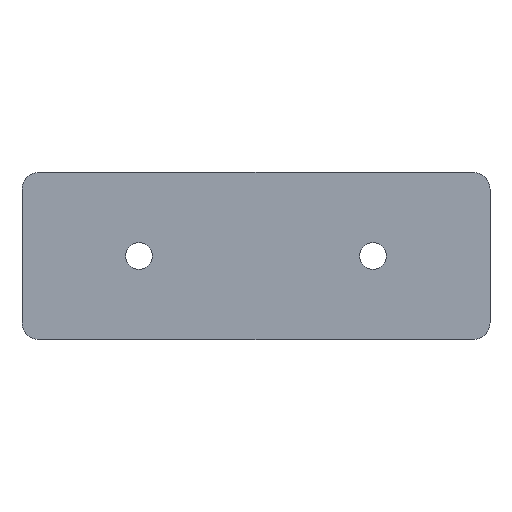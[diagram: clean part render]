
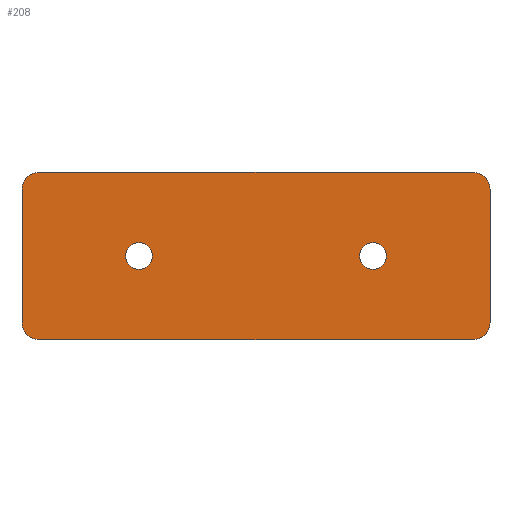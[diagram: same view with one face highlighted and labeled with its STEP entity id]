
A CAD part, top view. The second image highlights one B-rep face of the part: STEP entity #208.
In plain terms, the highlighted planar face has unit normal (0, 0, 1).
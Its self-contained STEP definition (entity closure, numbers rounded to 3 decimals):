
#6 = LINE ( 'NONE', #347, #156 ) ;
#12 = FACE_BOUND ( 'NONE', #514, .T. ) ;
#14 = AXIS2_PLACEMENT_3D ( 'NONE', #187, #419, #179 ) ;
#30 = EDGE_CURVE ( 'NONE', #403, #251, #450, .T. ) ;
#31 = CIRCLE ( 'NONE', #216, 0.8 ) ;
#45 = EDGE_CURVE ( 'NONE', #350, #164, #405, .T. ) ;
#47 = DIRECTION ( 'NONE',  ( -1., 0., 0. ) ) ;
#49 = VERTEX_POINT ( 'NONE', #134 ) ;
#50 = EDGE_CURVE ( 'NONE', #505, #49, #31, .T. ) ;
#53 = DIRECTION ( 'NONE',  ( 0., 0., 1. ) ) ;
#62 = FACE_BOUND ( 'NONE', #84, .T. ) ;
#63 = AXIS2_PLACEMENT_3D ( 'NONE', #266, #64, #476 ) ;
#64 = DIRECTION ( 'NONE',  ( 0., 0., 1. ) ) ;
#66 = CARTESIAN_POINT ( 'NONE',  ( -14., -4., 1. ) ) ;
#72 = VERTEX_POINT ( 'NONE', #203 ) ;
#78 = DIRECTION ( 'NONE',  ( 0., 0., 1. ) ) ;
#84 = EDGE_LOOP ( 'NONE', ( #129, #321 ) ) ;
#109 = EDGE_CURVE ( 'NONE', #72, #378, #456, .T. ) ;
#114 = EDGE_CURVE ( 'NONE', #378, #72, #201, .T. ) ;
#120 = LINE ( 'NONE', #430, #502 ) ;
#123 = ORIENTED_EDGE ( 'NONE', *, *, #45, .T. ) ;
#124 = DIRECTION ( 'NONE',  ( 0., -1., 0. ) ) ;
#129 = ORIENTED_EDGE ( 'NONE', *, *, #109, .F. ) ;
#130 = DIRECTION ( 'NONE',  ( 0., 0., 1. ) ) ;
#134 = CARTESIAN_POINT ( 'NONE',  ( 7.8, 0., 1. ) ) ;
#142 = EDGE_CURVE ( 'NONE', #453, #480, #218, .T. ) ;
#149 = ORIENTED_EDGE ( 'NONE', *, *, #369, .T. ) ;
#154 = CARTESIAN_POINT ( 'NONE',  ( 0., 0., 1. ) ) ;
#156 = VECTOR ( 'NONE', #276, 1000. ) ;
#157 = DIRECTION ( 'NONE',  ( 1., 0., 0. ) ) ;
#161 = CIRCLE ( 'NONE', #383, 1. ) ;
#163 = VERTEX_POINT ( 'NONE', #484 ) ;
#164 = VERTEX_POINT ( 'NONE', #275 ) ;
#170 = DIRECTION ( 'NONE',  ( -1., 0., 0. ) ) ;
#179 = DIRECTION ( 'NONE',  ( -1., 0., 0. ) ) ;
#187 = CARTESIAN_POINT ( 'NONE',  ( 7., 0., 1. ) ) ;
#188 = ORIENTED_EDGE ( 'NONE', *, *, #142, .T. ) ;
#190 = DIRECTION ( 'NONE',  ( 1., 0., 0. ) ) ;
#201 = CIRCLE ( 'NONE', #213, 0.8 ) ;
#203 = CARTESIAN_POINT ( 'NONE',  ( -6.2, 0., 1. ) ) ;
#207 = VERTEX_POINT ( 'NONE', #391 ) ;
#208 = ADVANCED_FACE ( 'NONE', ( #62, #12, #258 ), #345, .F. ) ;
#209 = VECTOR ( 'NONE', #124, 1000. ) ;
#210 = CIRCLE ( 'NONE', #63, 1. ) ;
#213 = AXIS2_PLACEMENT_3D ( 'NONE', #268, #423, #231 ) ;
#216 = AXIS2_PLACEMENT_3D ( 'NONE', #495, #53, #170 ) ;
#218 = CIRCLE ( 'NONE', #220, 1. ) ;
#220 = AXIS2_PLACEMENT_3D ( 'NONE', #433, #316, #385 ) ;
#225 = ORIENTED_EDGE ( 'NONE', *, *, #499, .T. ) ;
#231 = DIRECTION ( 'NONE',  ( 1., 0., 0. ) ) ;
#245 = CARTESIAN_POINT ( 'NONE',  ( 14., -5., 1. ) ) ;
#251 = VERTEX_POINT ( 'NONE', #340 ) ;
#253 = CARTESIAN_POINT ( 'NONE',  ( -13., -4., 1. ) ) ;
#258 = FACE_OUTER_BOUND ( 'NONE', #402, .T. ) ;
#265 = ORIENTED_EDGE ( 'NONE', *, *, #482, .T. ) ;
#266 = CARTESIAN_POINT ( 'NONE',  ( 13., 4., 1. ) ) ;
#268 = CARTESIAN_POINT ( 'NONE',  ( -7., 0., 1. ) ) ;
#275 = CARTESIAN_POINT ( 'NONE',  ( 14., 4., 1. ) ) ;
#276 = DIRECTION ( 'NONE',  ( -1., 0., 0. ) ) ;
#282 = CARTESIAN_POINT ( 'NONE',  ( 6.2, 0., 1. ) ) ;
#285 = CARTESIAN_POINT ( 'NONE',  ( -13., 5., 1. ) ) ;
#294 = DIRECTION ( 'NONE',  ( -1., 0., 0. ) ) ;
#303 = CIRCLE ( 'NONE', #14, 0.8 ) ;
#308 = VECTOR ( 'NONE', #326, 1000. ) ;
#313 = LINE ( 'NONE', #442, #209 ) ;
#316 = DIRECTION ( 'NONE',  ( 0., 0., 1. ) ) ;
#321 = ORIENTED_EDGE ( 'NONE', *, *, #114, .F. ) ;
#326 = DIRECTION ( 'NONE',  ( 0., 1., 0. ) ) ;
#333 = EDGE_CURVE ( 'NONE', #49, #505, #303, .T. ) ;
#340 = CARTESIAN_POINT ( 'NONE',  ( -13., -5., 1. ) ) ;
#345 = PLANE ( 'NONE',  #415 ) ;
#347 = CARTESIAN_POINT ( 'NONE',  ( -14., 5., 1. ) ) ;
#350 = VERTEX_POINT ( 'NONE', #428 ) ;
#361 = ORIENTED_EDGE ( 'NONE', *, *, #431, .T. ) ;
#369 = EDGE_CURVE ( 'NONE', #164, #163, #210, .T. ) ;
#378 = VERTEX_POINT ( 'NONE', #386 ) ;
#383 = AXIS2_PLACEMENT_3D ( 'NONE', #519, #78, #47 ) ;
#385 = DIRECTION ( 'NONE',  ( -1., 0., 0. ) ) ;
#386 = CARTESIAN_POINT ( 'NONE',  ( -7.8, 0., 1. ) ) ;
#389 = DIRECTION ( 'NONE',  ( -1., 0., 0. ) ) ;
#391 = CARTESIAN_POINT ( 'NONE',  ( 13., -5., 1. ) ) ;
#402 = EDGE_LOOP ( 'NONE', ( #361, #188, #225, #407, #515, #265, #123, #149 ) ) ;
#403 = VERTEX_POINT ( 'NONE', #66 ) ;
#405 = LINE ( 'NONE', #245, #308 ) ;
#406 = ORIENTED_EDGE ( 'NONE', *, *, #50, .F. ) ;
#407 = ORIENTED_EDGE ( 'NONE', *, *, #30, .T. ) ;
#412 = EDGE_CURVE ( 'NONE', #251, #207, #120, .T. ) ;
#415 = AXIS2_PLACEMENT_3D ( 'NONE', #154, #429, #389 ) ;
#417 = CARTESIAN_POINT ( 'NONE',  ( -7., 0., 1. ) ) ;
#419 = DIRECTION ( 'NONE',  ( 0., 0., 1. ) ) ;
#423 = DIRECTION ( 'NONE',  ( 0., 0., 1. ) ) ;
#428 = CARTESIAN_POINT ( 'NONE',  ( 14., -4., 1. ) ) ;
#429 = DIRECTION ( 'NONE',  ( 0., 0., -1. ) ) ;
#430 = CARTESIAN_POINT ( 'NONE',  ( -14., -5., 1. ) ) ;
#431 = EDGE_CURVE ( 'NONE', #163, #453, #6, .T. ) ;
#433 = CARTESIAN_POINT ( 'NONE',  ( -13., 4., 1. ) ) ;
#442 = CARTESIAN_POINT ( 'NONE',  ( -14., -5., 1. ) ) ;
#450 = CIRCLE ( 'NONE', #463, 1. ) ;
#453 = VERTEX_POINT ( 'NONE', #285 ) ;
#456 = CIRCLE ( 'NONE', #518, 0.8 ) ;
#463 = AXIS2_PLACEMENT_3D ( 'NONE', #253, #130, #294 ) ;
#464 = ORIENTED_EDGE ( 'NONE', *, *, #333, .F. ) ;
#476 = DIRECTION ( 'NONE',  ( -1., 0., 0. ) ) ;
#478 = DIRECTION ( 'NONE',  ( 0., 0., 1. ) ) ;
#480 = VERTEX_POINT ( 'NONE', #524 ) ;
#482 = EDGE_CURVE ( 'NONE', #207, #350, #161, .T. ) ;
#484 = CARTESIAN_POINT ( 'NONE',  ( 13., 5., 1. ) ) ;
#495 = CARTESIAN_POINT ( 'NONE',  ( 7., 0., 1. ) ) ;
#499 = EDGE_CURVE ( 'NONE', #480, #403, #313, .T. ) ;
#502 = VECTOR ( 'NONE', #190, 1000. ) ;
#505 = VERTEX_POINT ( 'NONE', #282 ) ;
#514 = EDGE_LOOP ( 'NONE', ( #464, #406 ) ) ;
#515 = ORIENTED_EDGE ( 'NONE', *, *, #412, .T. ) ;
#518 = AXIS2_PLACEMENT_3D ( 'NONE', #417, #478, #157 ) ;
#519 = CARTESIAN_POINT ( 'NONE',  ( 13., -4., 1. ) ) ;
#524 = CARTESIAN_POINT ( 'NONE',  ( -14., 4., 1. ) ) ;
